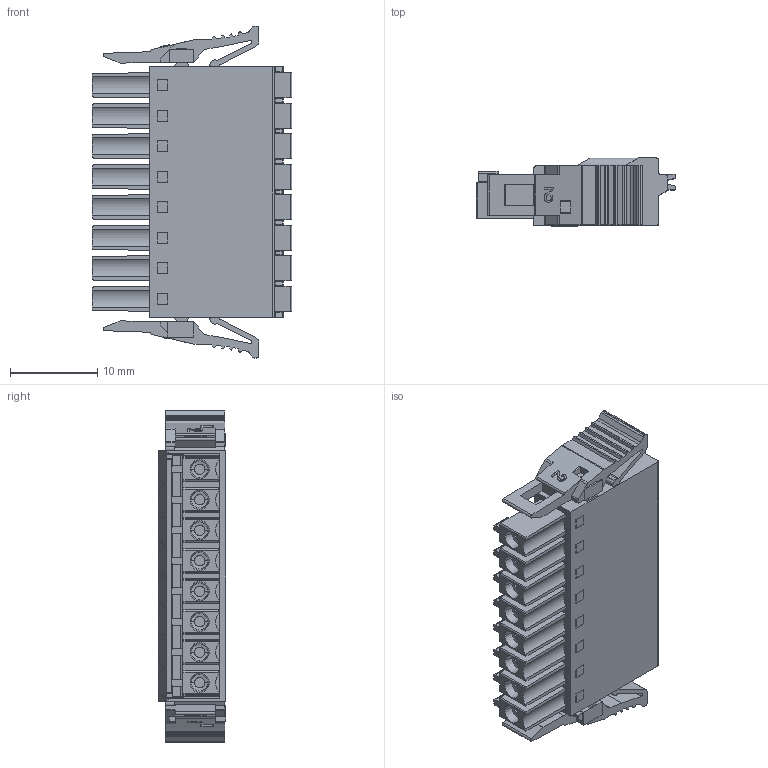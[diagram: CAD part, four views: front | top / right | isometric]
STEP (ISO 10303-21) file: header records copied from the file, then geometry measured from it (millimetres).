
FILE_DESCRIPTION((''),'2;1');
FILE_NAME('TLPSL-007-08P-X','2024-09-27T',('sheji'),(''),'PRO/ENGINEER BY PARAMETRIC TECHNOLOGY CORPORATION, 2015240','PRO/ENGINEER BY PARAMETRIC TECHNOLOGY CORPORATION, 2015240','');
FILE_SCHEMA(('CONFIG_CONTROL_DESIGN'));
Length unit declared in the file: millimetre
Products named in the file (1): TLPSL-007-08P-X
Bounding box: 22.9 x 7.75 x 38.1 mm (x, y, z)
Volume: 3679.6 mm3; surface area: 3867.3 mm2
Topology: 1 solids, 7 shells, 1116 faces, 3049 edges, 1994 vertices
Faces by surface type: plane 693, cylinder 323, cone 64, extrusion 20, torus 16
Entity records: 35926 total; most frequent: CARTESIAN_POINT 7327, ORIENTED_EDGE 6098, DIRECTION 5746, EDGE_CURVE 3049, VECTOR 2212, LINE 2192, VERTEX_POINT 1994, AXIS2_PLACEMENT_3D 1767
